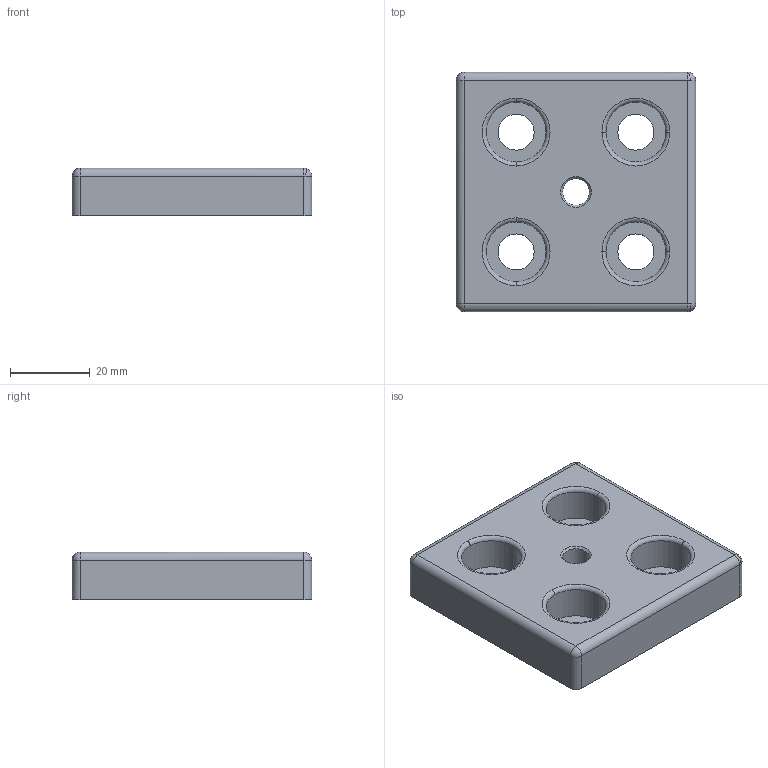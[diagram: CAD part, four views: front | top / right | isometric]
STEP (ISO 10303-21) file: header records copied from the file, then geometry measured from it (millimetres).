
FILE_DESCRIPTION (( 'STEP AP214' ), '1' );
FILE_NAME ('6438200', '2019-01-30T08:29:20', ( '' ), ('JUGARD+KÜNSTNER GmbH'), 'SwSTEP 2.0', 'SolidWorks 2017', '' );
FILE_SCHEMA (( 'AUTOMOTIVE_DESIGN' ));
Length unit declared in the file: millimetre
Products named in the file (1): 6438200
Bounding box: 60 x 60 x 12 mm (x, y, z)
Volume: 25138.1 mm3; surface area: 15607.1 mm2
Topology: 1 solids, 1 shells, 185 faces, 476 edges, 295 vertices
Faces by surface type: cylinder 87, torus 51, plane 26, sphere 18, cone 2, bspline 1
Entity records: 7056 total; most frequent: CARTESIAN_POINT 2438, DIRECTION 1081, ORIENTED_EDGE 916, AXIS2_PLACEMENT_3D 472, EDGE_CURVE 458, CIRCLE 287, VERTEX_POINT 283, EDGE_LOOP 203
